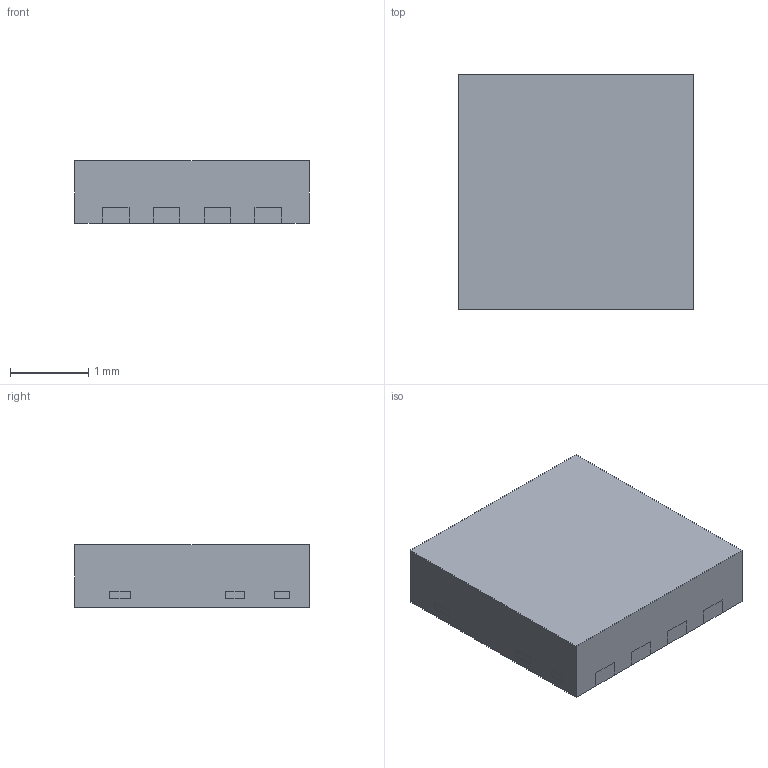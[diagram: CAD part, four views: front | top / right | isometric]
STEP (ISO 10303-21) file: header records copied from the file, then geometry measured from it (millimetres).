
FILE_DESCRIPTION(/* description */ (''),/* implementation_level */ '2;1');
FILE_NAME(/* name */ 'DFN3030Q-8_STP',/* time_stamp */ '2020-07-31T14:31:39+08:00',/* author */ ('Wei Wu'),/* organization */ ('Diodes'),/* preprocessor_version */ 'ST-DEVELOPER v16.7',/* originating_system */ 'DEX',/* authorisation */ $);
FILE_SCHEMA (('AUTOMOTIVE_DESIGN {1 0 10303 214 3 1 1}'));
Length unit declared in the file: millimetre
Products named in the file (3): DFN3030Q-8; CPD; LDF
Assembly tree (2 placements, depth 2):
  DFN3030Q-8
    CPD
    LDF
Bounding box: 3 x 3 x 0.8 mm (x, y, z)
Volume: 7.2 mm3; surface area: 51.7 mm2
Topology: 4 solids, 4 shells, 183 faces, 552 edges, 368 vertices
Faces by surface type: plane 139, cylinder 44
Entity records: 6920 total; most frequent: CARTESIAN_POINT 1106, ORIENTED_EDGE 1104, DIRECTION 1012, EDGE_CURVE 552, LINE 464, VECTOR 464, VERTEX_POINT 368, AXIS2_PLACEMENT_3D 274
